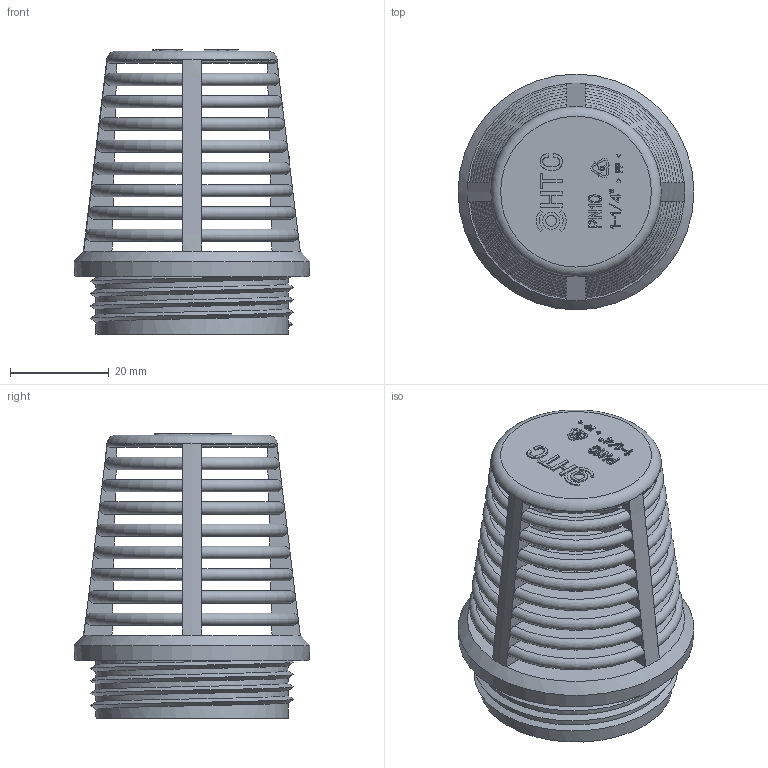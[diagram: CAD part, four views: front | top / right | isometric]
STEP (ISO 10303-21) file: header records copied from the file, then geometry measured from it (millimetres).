
FILE_DESCRIPTION(/* description */ (''),/* implementation_level */ '2;1');
FILE_NAME(/* name */ 'PF0829 add logo 114.stp',/* time_stamp */ '2024-11-12T13:52:16+08:00',/* author */ (''),/* organization */ (''),/* preprocessor_version */ 'ST-DEVELOPER v16.7',/* originating_system */ 'SIEMENS PLM Software NX 12.0',/* authorisation */ '');
FILE_SCHEMA (('AP203_CONFIGURATION_CONTROLLED_3D_DESIGN_OF_MECHANICAL_PARTS_AND_ASSEMBLIES_MIM_LF { 1 0 10303 403 2 1 2}'));
Length unit declared in the file: millimetre
Products named in the file (1): Admi2158205Ftio9
Bounding box: 47.7 x 47.7 x 57.6 mm (x, y, z)
Volume: 20022.1 mm3; surface area: 18735.6 mm2
Topology: 1 solids, 1 shells, 859 faces, 2523 edges, 1659 vertices
Faces by surface type: plane 741, extrusion 62, torus 37, cylinder 11, cone 4, bspline 4
Full cylindrical faces by diameter (mm): 2.2 x1, 3.4 x1, 38.9 x4
Entity records: 39919 total; most frequent: CARTESIAN_POINT 13013, ORIENTED_EDGE 4992, DIRECTION 3933, EDGE_CURVE 2496, VECTOR 2011, LINE 1949, VERTEX_POINT 1644, AXIS2_PLACEMENT_3D 961
